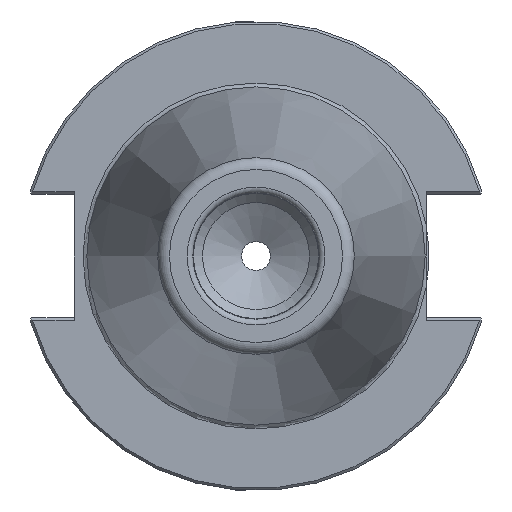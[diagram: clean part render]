
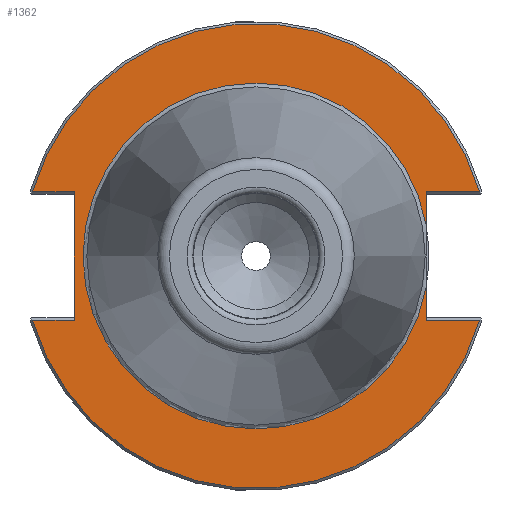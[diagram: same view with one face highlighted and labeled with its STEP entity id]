
A CAD part, left-side view. The second image highlights one B-rep face of the part: STEP entity #1362.
In plain terms, the highlighted planar face has unit normal (-1, 0, 0).
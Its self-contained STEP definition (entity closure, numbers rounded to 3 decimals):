
#118=LINE('',#2220,#197);
#126=LINE('',#2262,#205);
#127=LINE('',#2267,#206);
#128=LINE('',#2269,#207);
#129=LINE('',#2270,#208);
#130=LINE('',#2272,#209);
#131=LINE('',#2277,#210);
#197=VECTOR('',#1749,10.);
#205=VECTOR('',#1771,10.);
#206=VECTOR('',#1776,10.);
#207=VECTOR('',#1777,10.);
#208=VECTOR('',#1778,10.);
#209=VECTOR('',#1779,10.);
#210=VECTOR('',#1784,10.);
#262=PLANE('',#1498);
#308=FACE_OUTER_BOUND('',#385,.T.);
#385=EDGE_LOOP('',(#1049,#1050,#1051,#1052,#1053,#1054,#1055,#1056,#1057,
#1058,#1059));
#477=CIRCLE('',#1496,48.25);
#478=CIRCLE('',#1499,48.25);
#479=CIRCLE('',#1500,35.9);
#480=CIRCLE('',#1501,35.9);
#592=VERTEX_POINT('',#2215);
#593=VERTEX_POINT('',#2219);
#601=VERTEX_POINT('',#2244);
#602=VERTEX_POINT('',#2248);
#605=VERTEX_POINT('',#2260);
#606=VERTEX_POINT('',#2264);
#607=VERTEX_POINT('',#2266);
#608=VERTEX_POINT('',#2268);
#609=VERTEX_POINT('',#2271);
#610=VERTEX_POINT('',#2273);
#611=VERTEX_POINT('',#2275);
#759=EDGE_CURVE('',#592,#593,#118,.T.);
#770=EDGE_CURVE('',#601,#602,#477,.T.);
#775=EDGE_CURVE('',#605,#601,#126,.T.);
#776=EDGE_CURVE('',#606,#592,#478,.T.);
#777=EDGE_CURVE('',#607,#606,#127,.T.);
#778=EDGE_CURVE('',#607,#608,#128,.T.);
#779=EDGE_CURVE('',#602,#608,#129,.T.);
#780=EDGE_CURVE('',#605,#609,#130,.T.);
#781=EDGE_CURVE('',#609,#610,#479,.T.);
#782=EDGE_CURVE('',#610,#611,#480,.T.);
#783=EDGE_CURVE('',#611,#593,#131,.T.);
#1049=ORIENTED_EDGE('',*,*,#759,.F.);
#1050=ORIENTED_EDGE('',*,*,#776,.F.);
#1051=ORIENTED_EDGE('',*,*,#777,.F.);
#1052=ORIENTED_EDGE('',*,*,#778,.T.);
#1053=ORIENTED_EDGE('',*,*,#779,.F.);
#1054=ORIENTED_EDGE('',*,*,#770,.F.);
#1055=ORIENTED_EDGE('',*,*,#775,.F.);
#1056=ORIENTED_EDGE('',*,*,#780,.T.);
#1057=ORIENTED_EDGE('',*,*,#781,.T.);
#1058=ORIENTED_EDGE('',*,*,#782,.T.);
#1059=ORIENTED_EDGE('',*,*,#783,.T.);
#1362=ADVANCED_FACE('',(#308),#262,.T.);
#1496=AXIS2_PLACEMENT_3D('',#2249,#1765,#1766);
#1498=AXIS2_PLACEMENT_3D('',#2263,#1772,#1773);
#1499=AXIS2_PLACEMENT_3D('',#2265,#1774,#1775);
#1500=AXIS2_PLACEMENT_3D('',#2274,#1780,#1781);
#1501=AXIS2_PLACEMENT_3D('',#2276,#1782,#1783);
#1749=DIRECTION('',(0.,1.,0.));
#1765=DIRECTION('center_axis',(1.,0.,0.));
#1766=DIRECTION('ref_axis',(0.,0.,-1.));
#1771=DIRECTION('',(0.,-1.,0.));
#1772=DIRECTION('center_axis',(-1.,0.,0.));
#1773=DIRECTION('ref_axis',(0.,0.,1.));
#1774=DIRECTION('center_axis',(1.,0.,0.));
#1775=DIRECTION('ref_axis',(0.,0.,-1.));
#1776=DIRECTION('',(0.,1.,0.));
#1777=DIRECTION('',(0.,0.,-1.));
#1778=DIRECTION('',(0.,-1.,0.));
#1779=DIRECTION('',(0.,0.,1.));
#1780=DIRECTION('center_axis',(1.,0.,0.));
#1781=DIRECTION('ref_axis',(0.,0.,-1.));
#1782=DIRECTION('center_axis',(1.,0.,0.));
#1783=DIRECTION('ref_axis',(0.,0.,-1.));
#1784=DIRECTION('',(0.,0.,1.));
#2215=CARTESIAN_POINT('',(3.175,-46.373,13.325));
#2219=CARTESIAN_POINT('',(3.175,-35.3,13.325));
#2220=CARTESIAN_POINT('',(3.175,6.475,13.325));
#2244=CARTESIAN_POINT('',(3.175,-46.373,-13.325));
#2248=CARTESIAN_POINT('',(3.175,46.373,-13.325));
#2249=CARTESIAN_POINT('Origin',(3.175,0.,
0.));
#2260=CARTESIAN_POINT('',(3.175,-35.3,-13.325));
#2262=CARTESIAN_POINT('',(3.175,-13.707,-13.325));
#2263=CARTESIAN_POINT('Origin',(3.175,48.25,0.));
#2264=CARTESIAN_POINT('',(3.175,46.373,13.325));
#2265=CARTESIAN_POINT('Origin',(3.175,0.,
0.));
#2266=CARTESIAN_POINT('',(3.175,37.7,13.325));
#2267=CARTESIAN_POINT('',(3.175,61.395,13.325));
#2268=CARTESIAN_POINT('',(3.175,37.7,-13.325));
#2269=CARTESIAN_POINT('',(3.175,37.7,6.413));
#2270=CARTESIAN_POINT('',(3.175,42.975,-13.325));
#2271=CARTESIAN_POINT('',(3.175,-35.3,-6.536));
#2272=CARTESIAN_POINT('',(3.175,-35.3,-6.413));
#2273=CARTESIAN_POINT('',(3.175,0.,35.9));
#2274=CARTESIAN_POINT('Origin',(3.175,0.,
0.));
#2275=CARTESIAN_POINT('',(3.175,-35.3,6.536));
#2276=CARTESIAN_POINT('Origin',(3.175,0.,
0.));
#2277=CARTESIAN_POINT('',(3.175,-35.3,-6.413));
